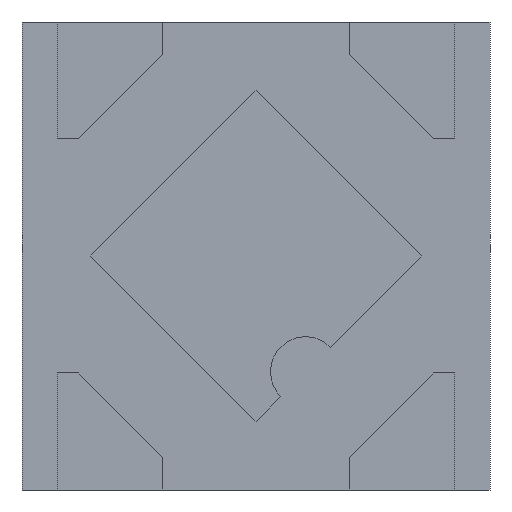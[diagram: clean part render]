
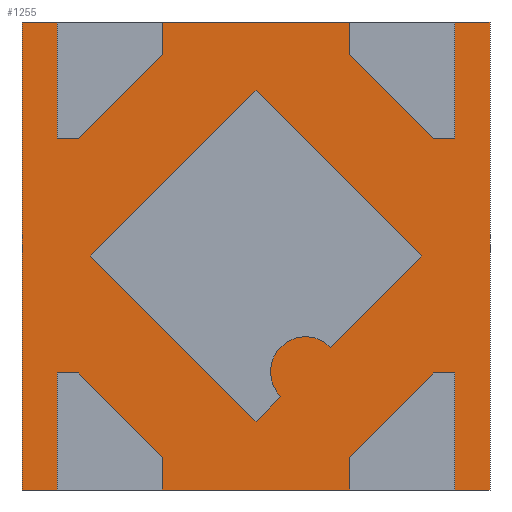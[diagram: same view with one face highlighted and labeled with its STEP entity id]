
A CAD part, front view. The second image highlights one B-rep face of the part: STEP entity #1255.
In plain terms, the highlighted planar face has unit normal (0, -1, 0).
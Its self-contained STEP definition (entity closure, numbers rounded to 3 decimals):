
#21=FACE_BOUND('',#105,.T.);
#23=CIRCLE('',#1354,0.075);
#31=FACE_OUTER_BOUND('',#104,.T.);
#104=EDGE_LOOP('',(#831,#832,#833,#834,#835,#836,#837,#838,#839,#840,#841,
#842,#843,#844,#845,#846,#847,#848,#849,#850,#851,#852,#853,#854));
#105=EDGE_LOOP('',(#855,#856,#857,#858,#859,#860));
#184=LINE('',#1778,#357);
#185=LINE('',#1780,#358);
#186=LINE('',#1782,#359);
#187=LINE('',#1784,#360);
#188=LINE('',#1786,#361);
#189=LINE('',#1788,#362);
#190=LINE('',#1790,#363);
#191=LINE('',#1792,#364);
#192=LINE('',#1794,#365);
#193=LINE('',#1796,#366);
#194=LINE('',#1798,#367);
#195=LINE('',#1800,#368);
#196=LINE('',#1802,#369);
#197=LINE('',#1804,#370);
#198=LINE('',#1806,#371);
#199=LINE('',#1808,#372);
#200=LINE('',#1810,#373);
#201=LINE('',#1812,#374);
#202=LINE('',#1814,#375);
#203=LINE('',#1816,#376);
#204=LINE('',#1818,#377);
#205=LINE('',#1820,#378);
#206=LINE('',#1822,#379);
#207=LINE('',#1823,#380);
#208=LINE('',#1826,#381);
#209=LINE('',#1828,#382);
#210=LINE('',#1830,#383);
#211=LINE('',#1834,#384);
#212=LINE('',#1835,#385);
#357=VECTOR('',#1447,10.);
#358=VECTOR('',#1448,10.);
#359=VECTOR('',#1449,10.);
#360=VECTOR('',#1450,10.);
#361=VECTOR('',#1451,10.);
#362=VECTOR('',#1452,10.);
#363=VECTOR('',#1453,10.);
#364=VECTOR('',#1454,10.);
#365=VECTOR('',#1455,10.);
#366=VECTOR('',#1456,10.);
#367=VECTOR('',#1457,10.);
#368=VECTOR('',#1458,10.);
#369=VECTOR('',#1459,10.);
#370=VECTOR('',#1460,10.);
#371=VECTOR('',#1461,10.);
#372=VECTOR('',#1462,10.);
#373=VECTOR('',#1463,10.);
#374=VECTOR('',#1464,10.);
#375=VECTOR('',#1465,10.);
#376=VECTOR('',#1466,10.);
#377=VECTOR('',#1467,10.);
#378=VECTOR('',#1468,10.);
#379=VECTOR('',#1469,10.);
#380=VECTOR('',#1470,10.);
#381=VECTOR('',#1471,10.);
#382=VECTOR('',#1472,10.);
#383=VECTOR('',#1473,10.);
#384=VECTOR('',#1476,10.);
#385=VECTOR('',#1477,10.);
#527=VERTEX_POINT('',#1776);
#528=VERTEX_POINT('',#1777);
#529=VERTEX_POINT('',#1779);
#530=VERTEX_POINT('',#1781);
#531=VERTEX_POINT('',#1783);
#532=VERTEX_POINT('',#1785);
#533=VERTEX_POINT('',#1787);
#534=VERTEX_POINT('',#1789);
#535=VERTEX_POINT('',#1791);
#536=VERTEX_POINT('',#1793);
#537=VERTEX_POINT('',#1795);
#538=VERTEX_POINT('',#1797);
#539=VERTEX_POINT('',#1799);
#540=VERTEX_POINT('',#1801);
#541=VERTEX_POINT('',#1803);
#542=VERTEX_POINT('',#1805);
#543=VERTEX_POINT('',#1807);
#544=VERTEX_POINT('',#1809);
#545=VERTEX_POINT('',#1811);
#546=VERTEX_POINT('',#1813);
#547=VERTEX_POINT('',#1815);
#548=VERTEX_POINT('',#1817);
#549=VERTEX_POINT('',#1819);
#550=VERTEX_POINT('',#1821);
#551=VERTEX_POINT('',#1824);
#552=VERTEX_POINT('',#1825);
#553=VERTEX_POINT('',#1827);
#554=VERTEX_POINT('',#1829);
#555=VERTEX_POINT('',#1831);
#556=VERTEX_POINT('',#1833);
#648=EDGE_CURVE('',#527,#528,#184,.T.);
#649=EDGE_CURVE('',#529,#527,#185,.T.);
#650=EDGE_CURVE('',#530,#529,#186,.T.);
#651=EDGE_CURVE('',#531,#530,#187,.T.);
#652=EDGE_CURVE('',#532,#531,#188,.T.);
#653=EDGE_CURVE('',#533,#532,#189,.T.);
#654=EDGE_CURVE('',#534,#533,#190,.T.);
#655=EDGE_CURVE('',#535,#534,#191,.T.);
#656=EDGE_CURVE('',#536,#535,#192,.T.);
#657=EDGE_CURVE('',#537,#536,#193,.T.);
#658=EDGE_CURVE('',#538,#537,#194,.T.);
#659=EDGE_CURVE('',#539,#538,#195,.T.);
#660=EDGE_CURVE('',#540,#539,#196,.T.);
#661=EDGE_CURVE('',#541,#540,#197,.T.);
#662=EDGE_CURVE('',#542,#541,#198,.T.);
#663=EDGE_CURVE('',#543,#542,#199,.T.);
#664=EDGE_CURVE('',#544,#543,#200,.T.);
#665=EDGE_CURVE('',#545,#544,#201,.T.);
#666=EDGE_CURVE('',#546,#545,#202,.T.);
#667=EDGE_CURVE('',#547,#546,#203,.T.);
#668=EDGE_CURVE('',#548,#547,#204,.T.);
#669=EDGE_CURVE('',#549,#548,#205,.T.);
#670=EDGE_CURVE('',#550,#549,#206,.T.);
#671=EDGE_CURVE('',#528,#550,#207,.T.);
#672=EDGE_CURVE('',#551,#552,#208,.T.);
#673=EDGE_CURVE('',#553,#551,#209,.T.);
#674=EDGE_CURVE('',#554,#553,#210,.T.);
#675=EDGE_CURVE('',#555,#554,#23,.T.);
#676=EDGE_CURVE('',#556,#555,#211,.T.);
#677=EDGE_CURVE('',#552,#556,#212,.T.);
#831=ORIENTED_EDGE('',*,*,#648,.F.);
#832=ORIENTED_EDGE('',*,*,#649,.F.);
#833=ORIENTED_EDGE('',*,*,#650,.F.);
#834=ORIENTED_EDGE('',*,*,#651,.F.);
#835=ORIENTED_EDGE('',*,*,#652,.F.);
#836=ORIENTED_EDGE('',*,*,#653,.F.);
#837=ORIENTED_EDGE('',*,*,#654,.F.);
#838=ORIENTED_EDGE('',*,*,#655,.F.);
#839=ORIENTED_EDGE('',*,*,#656,.F.);
#840=ORIENTED_EDGE('',*,*,#657,.F.);
#841=ORIENTED_EDGE('',*,*,#658,.F.);
#842=ORIENTED_EDGE('',*,*,#659,.F.);
#843=ORIENTED_EDGE('',*,*,#660,.F.);
#844=ORIENTED_EDGE('',*,*,#661,.F.);
#845=ORIENTED_EDGE('',*,*,#662,.F.);
#846=ORIENTED_EDGE('',*,*,#663,.F.);
#847=ORIENTED_EDGE('',*,*,#664,.F.);
#848=ORIENTED_EDGE('',*,*,#665,.F.);
#849=ORIENTED_EDGE('',*,*,#666,.F.);
#850=ORIENTED_EDGE('',*,*,#667,.F.);
#851=ORIENTED_EDGE('',*,*,#668,.F.);
#852=ORIENTED_EDGE('',*,*,#669,.F.);
#853=ORIENTED_EDGE('',*,*,#670,.F.);
#854=ORIENTED_EDGE('',*,*,#671,.F.);
#855=ORIENTED_EDGE('',*,*,#672,.F.);
#856=ORIENTED_EDGE('',*,*,#673,.F.);
#857=ORIENTED_EDGE('',*,*,#674,.F.);
#858=ORIENTED_EDGE('',*,*,#675,.F.);
#859=ORIENTED_EDGE('',*,*,#676,.F.);
#860=ORIENTED_EDGE('',*,*,#677,.F.);
#1174=PLANE('',#1353);
#1255=ADVANCED_FACE('',(#31,#21),#1174,.T.);
#1353=AXIS2_PLACEMENT_3D('',#1775,#1445,#1446);
#1354=AXIS2_PLACEMENT_3D('',#1832,#1474,#1475);
#1445=DIRECTION('center_axis',(0.,-1.,0.));
#1446=DIRECTION('ref_axis',(0.,0.,-1.));
#1447=DIRECTION('',(0.707,0.,-0.707));
#1448=DIRECTION('',(0.,0.,-1.));
#1449=DIRECTION('',(1.,0.,0.));
#1450=DIRECTION('',(0.,0.,1.));
#1451=DIRECTION('',(0.707,0.,0.707));
#1452=DIRECTION('',(1.,0.,0.));
#1453=DIRECTION('',(0.,0.,-1.));
#1454=DIRECTION('',(1.,0.,0.));
#1455=DIRECTION('',(0.,0.,1.));
#1456=DIRECTION('',(-1.,0.,0.));
#1457=DIRECTION('',(0.,0.,-1.));
#1458=DIRECTION('',(-1.,0.,0.));
#1459=DIRECTION('',(-0.707,0.,0.707));
#1460=DIRECTION('',(0.,0.,1.));
#1461=DIRECTION('',(-1.,0.,0.));
#1462=DIRECTION('',(0.,0.,-1.));
#1463=DIRECTION('',(-0.707,0.,-0.707));
#1464=DIRECTION('',(-1.,0.,0.));
#1465=DIRECTION('',(0.,0.,1.));
#1466=DIRECTION('',(-1.,0.,0.));
#1467=DIRECTION('',(0.,0.,-1.));
#1468=DIRECTION('',(1.,0.,0.));
#1469=DIRECTION('',(0.,0.,1.));
#1470=DIRECTION('',(1.,0.,0.));
#1471=DIRECTION('',(-0.707,0.,-0.707));
#1472=DIRECTION('',(-0.707,0.,0.707));
#1473=DIRECTION('',(0.707,0.,0.707));
#1474=DIRECTION('center_axis',(0.,1.,0.));
#1475=DIRECTION('ref_axis',(-0.707,0.,-0.707));
#1476=DIRECTION('',(0.707,0.,0.707));
#1477=DIRECTION('',(0.707,0.,-0.707));
#1775=CARTESIAN_POINT('Origin',(0.,0.05,0.));
#1776=CARTESIAN_POINT('',(0.2,0.05,0.43));
#1777=CARTESIAN_POINT('',(0.38,0.05,0.25));
#1778=CARTESIAN_POINT('',(0.348,0.05,0.283));
#1779=CARTESIAN_POINT('',(0.2,0.05,0.5));
#1780=CARTESIAN_POINT('',(0.2,0.05,0.215));
#1781=CARTESIAN_POINT('',(-0.2,0.05,0.5));
#1782=CARTESIAN_POINT('',(-0.25,0.05,0.5));
#1783=CARTESIAN_POINT('',(-0.2,0.05,0.43));
#1784=CARTESIAN_POINT('',(-0.2,0.05,0.25));
#1785=CARTESIAN_POINT('',(-0.38,0.05,0.25));
#1786=CARTESIAN_POINT('',(-0.258,0.05,0.373));
#1787=CARTESIAN_POINT('',(-0.425,0.05,0.25));
#1788=CARTESIAN_POINT('',(-0.19,0.05,0.25));
#1789=CARTESIAN_POINT('',(-0.425,0.05,0.5));
#1790=CARTESIAN_POINT('',(-0.425,0.05,0.125));
#1791=CARTESIAN_POINT('',(-0.5,0.05,0.5));
#1792=CARTESIAN_POINT('',(-0.25,0.05,0.5));
#1793=CARTESIAN_POINT('',(-0.5,0.05,-0.5));
#1794=CARTESIAN_POINT('',(-0.5,0.05,-0.25));
#1795=CARTESIAN_POINT('',(-0.425,0.05,-0.5));
#1796=CARTESIAN_POINT('',(0.25,0.05,-0.5));
#1797=CARTESIAN_POINT('',(-0.425,0.05,-0.25));
#1798=CARTESIAN_POINT('',(-0.425,0.05,-0.25));
#1799=CARTESIAN_POINT('',(-0.38,0.05,-0.25));
#1800=CARTESIAN_POINT('',(-0.213,0.05,-0.25));
#1801=CARTESIAN_POINT('',(-0.2,0.05,-0.43));
#1802=CARTESIAN_POINT('',(-0.348,0.05,-0.283));
#1803=CARTESIAN_POINT('',(-0.2,0.05,-0.5));
#1804=CARTESIAN_POINT('',(-0.2,0.05,-0.215));
#1805=CARTESIAN_POINT('',(0.2,0.05,-0.5));
#1806=CARTESIAN_POINT('',(0.25,0.05,-0.5));
#1807=CARTESIAN_POINT('',(0.2,0.05,-0.43));
#1808=CARTESIAN_POINT('',(0.2,0.05,-0.25));
#1809=CARTESIAN_POINT('',(0.38,0.05,-0.25));
#1810=CARTESIAN_POINT('',(0.258,0.05,-0.373));
#1811=CARTESIAN_POINT('',(0.425,0.05,-0.25));
#1812=CARTESIAN_POINT('',(0.19,0.05,-0.25));
#1813=CARTESIAN_POINT('',(0.425,0.05,-0.5));
#1814=CARTESIAN_POINT('',(0.425,0.05,-0.125));
#1815=CARTESIAN_POINT('',(0.5,0.05,-0.5));
#1816=CARTESIAN_POINT('',(0.25,0.05,-0.5));
#1817=CARTESIAN_POINT('',(0.5,0.05,0.5));
#1818=CARTESIAN_POINT('',(0.5,0.05,0.25));
#1819=CARTESIAN_POINT('',(0.425,0.05,0.5));
#1820=CARTESIAN_POINT('',(-0.25,0.05,0.5));
#1821=CARTESIAN_POINT('',(0.425,0.05,0.25));
#1822=CARTESIAN_POINT('',(0.425,0.05,0.25));
#1823=CARTESIAN_POINT('',(0.213,0.05,0.25));
#1824=CARTESIAN_POINT('',(0.,0.05,0.354));
#1825=CARTESIAN_POINT('',(-0.354,0.05,0.));
#1826=CARTESIAN_POINT('',(-0.265,0.05,0.088));
#1827=CARTESIAN_POINT('',(0.354,0.05,0.));
#1828=CARTESIAN_POINT('',(0.088,0.05,0.265));
#1829=CARTESIAN_POINT('',(0.159,0.05,-0.194));
#1830=CARTESIAN_POINT('',(0.265,0.05,-0.088));
#1831=CARTESIAN_POINT('',(0.053,0.05,-0.301));
#1832=CARTESIAN_POINT('Origin',(0.106,0.05,-0.247));
#1833=CARTESIAN_POINT('',(0.,0.05,-0.354));
#1834=CARTESIAN_POINT('',(0.115,0.05,-0.239));
#1835=CARTESIAN_POINT('',(-0.088,0.05,-0.265));
